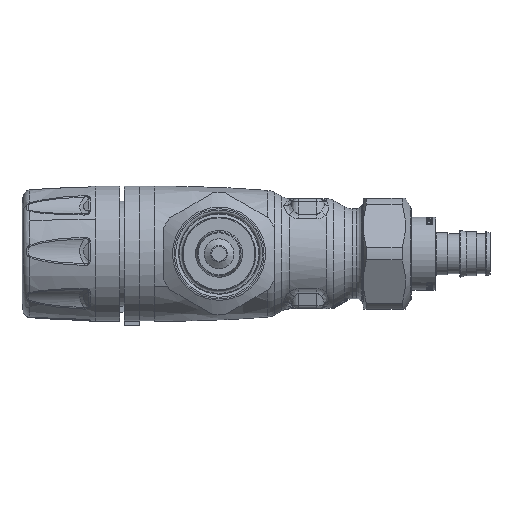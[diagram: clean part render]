
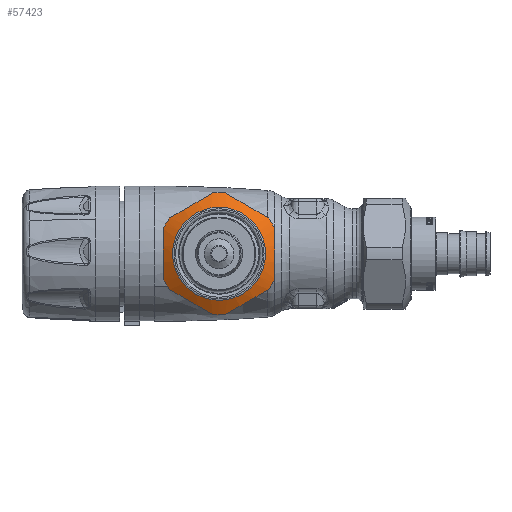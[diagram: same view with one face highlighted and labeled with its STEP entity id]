
A CAD part, left-side view. The second image highlights one B-rep face of the part: STEP entity #57423.
In plain terms, the highlighted conical face has half-angle 60 degrees and reference radius 17.78 mm.
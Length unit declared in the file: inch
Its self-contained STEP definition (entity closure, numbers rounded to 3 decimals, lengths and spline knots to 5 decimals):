
#37=(
BOUNDED_CURVE()
B_SPLINE_CURVE(2,(#123547,#123548,#123549),.UNSPECIFIED.,.F.,.F.)
B_SPLINE_CURVE_WITH_KNOTS((3,3),(0.,1.67512),.UNSPECIFIED.)
CURVE()
GEOMETRIC_REPRESENTATION_ITEM()
RATIONAL_B_SPLINE_CURVE((1.,1.096,1.))
REPRESENTATION_ITEM('')
);
#38=(
BOUNDED_CURVE()
B_SPLINE_CURVE(2,(#123553,#123554,#123555),.UNSPECIFIED.,.F.,.F.)
B_SPLINE_CURVE_WITH_KNOTS((3,3),(0.,1.67512),.UNSPECIFIED.)
CURVE()
GEOMETRIC_REPRESENTATION_ITEM()
RATIONAL_B_SPLINE_CURVE((1.,1.096,1.))
REPRESENTATION_ITEM('')
);
#39=(
BOUNDED_CURVE()
B_SPLINE_CURVE(2,(#123559,#123560,#123561),.UNSPECIFIED.,.F.,.F.)
B_SPLINE_CURVE_WITH_KNOTS((3,3),(0.,1.67512),.UNSPECIFIED.)
CURVE()
GEOMETRIC_REPRESENTATION_ITEM()
RATIONAL_B_SPLINE_CURVE((1.,1.096,1.))
REPRESENTATION_ITEM('')
);
#40=(
BOUNDED_CURVE()
B_SPLINE_CURVE(2,(#123565,#123566,#123567),.UNSPECIFIED.,.F.,.F.)
B_SPLINE_CURVE_WITH_KNOTS((3,3),(0.,1.67512),.UNSPECIFIED.)
CURVE()
GEOMETRIC_REPRESENTATION_ITEM()
RATIONAL_B_SPLINE_CURVE((1.,1.096,1.))
REPRESENTATION_ITEM('')
);
#41=(
BOUNDED_CURVE()
B_SPLINE_CURVE(2,(#123571,#123572,#123573),.UNSPECIFIED.,.F.,.F.)
B_SPLINE_CURVE_WITH_KNOTS((3,3),(0.,1.67512),.UNSPECIFIED.)
CURVE()
GEOMETRIC_REPRESENTATION_ITEM()
RATIONAL_B_SPLINE_CURVE((1.,1.096,1.))
REPRESENTATION_ITEM('')
);
#42=(
BOUNDED_CURVE()
B_SPLINE_CURVE(2,(#123577,#123578,#123579),.UNSPECIFIED.,.F.,.F.)
B_SPLINE_CURVE_WITH_KNOTS((3,3),(0.,1.67512),.UNSPECIFIED.)
CURVE()
GEOMETRIC_REPRESENTATION_ITEM()
RATIONAL_B_SPLINE_CURVE((1.,1.096,1.))
REPRESENTATION_ITEM('')
);
#2106=CONICAL_SURFACE('',#61495,0.7,1.047);
#4545=FACE_OUTER_BOUND('',#7885,.T.);
#7885=EDGE_LOOP('',(#40865,#40866,#40867,#40868,#40869,#40870,#40871,#40872,
#40873,#40874,#40875,#40876,#40877,#40878,#40879,#40880));
#11219=CIRCLE('',#61492,0.60928);
#11221=CIRCLE('',#61496,0.8);
#11222=CIRCLE('',#61497,0.8);
#11223=CIRCLE('',#61498,0.8);
#11224=CIRCLE('',#61499,0.8);
#11225=CIRCLE('',#61500,0.8);
#11226=CIRCLE('',#61501,0.8);
#11227=CIRCLE('',#61502,0.8);
#13247=LINE('',#123543,#16803);
#16803=VECTOR('',#68789,0.7);
#23306=VERTEX_POINT('',#123535);
#23308=VERTEX_POINT('',#123542);
#23309=VERTEX_POINT('',#123544);
#23310=VERTEX_POINT('',#123546);
#23311=VERTEX_POINT('',#123550);
#23312=VERTEX_POINT('',#123552);
#23313=VERTEX_POINT('',#123556);
#23314=VERTEX_POINT('',#123558);
#23315=VERTEX_POINT('',#123562);
#23316=VERTEX_POINT('',#123564);
#23317=VERTEX_POINT('',#123568);
#23318=VERTEX_POINT('',#123570);
#23319=VERTEX_POINT('',#123574);
#23320=VERTEX_POINT('',#123576);
#29785=EDGE_CURVE('',#23306,#23306,#11219,.T.);
#29787=EDGE_CURVE('',#23306,#23308,#13247,.T.);
#29788=EDGE_CURVE('',#23309,#23308,#11221,.T.);
#29789=EDGE_CURVE('',#23310,#23309,#37,.T.);
#29790=EDGE_CURVE('',#23311,#23310,#11222,.T.);
#29791=EDGE_CURVE('',#23312,#23311,#38,.T.);
#29792=EDGE_CURVE('',#23313,#23312,#11223,.T.);
#29793=EDGE_CURVE('',#23314,#23313,#39,.T.);
#29794=EDGE_CURVE('',#23315,#23314,#11224,.T.);
#29795=EDGE_CURVE('',#23316,#23315,#40,.T.);
#29796=EDGE_CURVE('',#23317,#23316,#11225,.T.);
#29797=EDGE_CURVE('',#23318,#23317,#41,.T.);
#29798=EDGE_CURVE('',#23319,#23318,#11226,.T.);
#29799=EDGE_CURVE('',#23320,#23319,#42,.T.);
#29800=EDGE_CURVE('',#23308,#23320,#11227,.T.);
#40865=ORIENTED_EDGE('',*,*,#29785,.F.);
#40866=ORIENTED_EDGE('',*,*,#29787,.T.);
#40867=ORIENTED_EDGE('',*,*,#29788,.F.);
#40868=ORIENTED_EDGE('',*,*,#29789,.F.);
#40869=ORIENTED_EDGE('',*,*,#29790,.F.);
#40870=ORIENTED_EDGE('',*,*,#29791,.F.);
#40871=ORIENTED_EDGE('',*,*,#29792,.F.);
#40872=ORIENTED_EDGE('',*,*,#29793,.F.);
#40873=ORIENTED_EDGE('',*,*,#29794,.F.);
#40874=ORIENTED_EDGE('',*,*,#29795,.F.);
#40875=ORIENTED_EDGE('',*,*,#29796,.F.);
#40876=ORIENTED_EDGE('',*,*,#29797,.F.);
#40877=ORIENTED_EDGE('',*,*,#29798,.F.);
#40878=ORIENTED_EDGE('',*,*,#29799,.F.);
#40879=ORIENTED_EDGE('',*,*,#29800,.F.);
#40880=ORIENTED_EDGE('',*,*,#29787,.F.);
#57423=ADVANCED_FACE('',(#4545),#2106,.T.);
#61492=AXIS2_PLACEMENT_3D('',#123537,#68781,#68782);
#61495=AXIS2_PLACEMENT_3D('',#123541,#68787,#68788);
#61496=AXIS2_PLACEMENT_3D('',#123545,#68790,#68791);
#61497=AXIS2_PLACEMENT_3D('',#123551,#68792,#68793);
#61498=AXIS2_PLACEMENT_3D('',#123557,#68794,#68795);
#61499=AXIS2_PLACEMENT_3D('',#123563,#68796,#68797);
#61500=AXIS2_PLACEMENT_3D('',#123569,#68798,#68799);
#61501=AXIS2_PLACEMENT_3D('',#123575,#68800,#68801);
#61502=AXIS2_PLACEMENT_3D('',#123580,#68802,#68803);
#68781=DIRECTION('center_axis',(-1.,0.,0.));
#68782=DIRECTION('ref_axis',(0.,0.,
-1.));
#68787=DIRECTION('center_axis',(1.,0.,0.));
#68788=DIRECTION('ref_axis',(0.,0.,
1.));
#68789=DIRECTION('',(0.5,0.,-0.866));
#68790=DIRECTION('center_axis',(1.,0.,0.));
#68791=DIRECTION('ref_axis',(0.,0.,
-1.));
#68792=DIRECTION('center_axis',(1.,0.,0.));
#68793=DIRECTION('ref_axis',(0.,0.,
-1.));
#68794=DIRECTION('center_axis',(1.,0.,0.));
#68795=DIRECTION('ref_axis',(0.,0.,
-1.));
#68796=DIRECTION('center_axis',(1.,0.,0.));
#68797=DIRECTION('ref_axis',(0.,0.,
-1.));
#68798=DIRECTION('center_axis',(1.,0.,0.));
#68799=DIRECTION('ref_axis',(0.,0.,
-1.));
#68800=DIRECTION('center_axis',(1.,0.,0.));
#68801=DIRECTION('ref_axis',(0.,0.,
-1.));
#68802=DIRECTION('center_axis',(1.,0.,0.));
#68803=DIRECTION('ref_axis',(0.,0.,
-1.));
#123535=CARTESIAN_POINT('',(-1.71165,0.,-0.60928));
#123537=CARTESIAN_POINT('Origin',(-1.71165,0.,
0.));
#123541=CARTESIAN_POINT('Origin',(-1.65927,0.,
0.));
#123542=CARTESIAN_POINT('',(-1.60154,0.,-0.8));
#123543=CARTESIAN_POINT('',(-1.65927,0.,-0.7));
#123544=CARTESIAN_POINT('',(-1.60154,-0.08158,-0.79583));
#123545=CARTESIAN_POINT('Origin',(-1.60154,0.,
0.));
#123546=CARTESIAN_POINT('',(-1.60154,-0.64842,-0.46857));
#123547=CARTESIAN_POINT('Ctrl Pts',(-1.60154,-0.64842,
-0.46857));
#123548=CARTESIAN_POINT('Ctrl Pts',(-1.67883,-0.365,-0.6322));
#123549=CARTESIAN_POINT('Ctrl Pts',(-1.60154,-0.08158,
-0.79583));
#123550=CARTESIAN_POINT('',(-1.60154,-0.73,-0.32726));
#123551=CARTESIAN_POINT('Origin',(-1.60154,0.,
0.));
#123552=CARTESIAN_POINT('',(-1.60154,-0.73,0.32726));
#123553=CARTESIAN_POINT('Ctrl Pts',(-1.60154,-0.73,0.32726));
#123554=CARTESIAN_POINT('Ctrl Pts',(-1.67883,-0.73,0.));
#123555=CARTESIAN_POINT('Ctrl Pts',(-1.60154,-0.73,-0.32726));
#123556=CARTESIAN_POINT('',(-1.60154,-0.64842,0.46857));
#123557=CARTESIAN_POINT('Origin',(-1.60154,0.,
0.));
#123558=CARTESIAN_POINT('',(-1.60154,-0.08158,0.79583));
#123559=CARTESIAN_POINT('Ctrl Pts',(-1.60154,-0.08158,
0.79583));
#123560=CARTESIAN_POINT('Ctrl Pts',(-1.67883,-0.365,0.6322));
#123561=CARTESIAN_POINT('Ctrl Pts',(-1.60154,-0.64842,
0.46857));
#123562=CARTESIAN_POINT('',(-1.60154,0.08158,0.79583));
#123563=CARTESIAN_POINT('Origin',(-1.60154,0.,
0.));
#123564=CARTESIAN_POINT('',(-1.60154,0.64842,0.46857));
#123565=CARTESIAN_POINT('Ctrl Pts',(-1.60154,0.64842,
0.46857));
#123566=CARTESIAN_POINT('Ctrl Pts',(-1.67883,0.365,0.6322));
#123567=CARTESIAN_POINT('Ctrl Pts',(-1.60154,0.08158,
0.79583));
#123568=CARTESIAN_POINT('',(-1.60154,0.73,0.32726));
#123569=CARTESIAN_POINT('Origin',(-1.60154,0.,
0.));
#123570=CARTESIAN_POINT('',(-1.60154,0.73,-0.32726));
#123571=CARTESIAN_POINT('Ctrl Pts',(-1.60154,0.73,-0.32726));
#123572=CARTESIAN_POINT('Ctrl Pts',(-1.67883,0.73,0.));
#123573=CARTESIAN_POINT('Ctrl Pts',(-1.60154,0.73,0.32726));
#123574=CARTESIAN_POINT('',(-1.60154,0.64842,-0.46857));
#123575=CARTESIAN_POINT('Origin',(-1.60154,0.,
0.));
#123576=CARTESIAN_POINT('',(-1.60154,0.08158,-0.79583));
#123577=CARTESIAN_POINT('Ctrl Pts',(-1.60154,0.08158,
-0.79583));
#123578=CARTESIAN_POINT('Ctrl Pts',(-1.67883,0.365,-0.6322));
#123579=CARTESIAN_POINT('Ctrl Pts',(-1.60154,0.64842,
-0.46857));
#123580=CARTESIAN_POINT('Origin',(-1.60154,0.,
0.));
